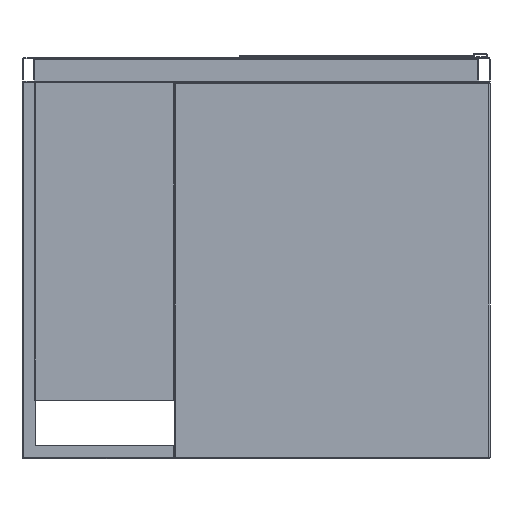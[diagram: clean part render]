
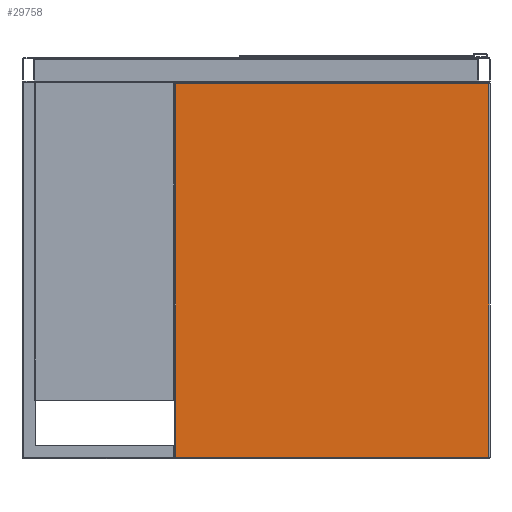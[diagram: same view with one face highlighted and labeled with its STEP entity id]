
A CAD part, front view. The second image highlights one B-rep face of the part: STEP entity #29758.
In plain terms, the highlighted planar face has unit normal (0, -1, 0).
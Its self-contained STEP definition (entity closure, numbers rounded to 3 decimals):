
#61 = DIRECTION ( 'NONE',  ( 0., 0., -1. ) ) ;
#605 = EDGE_CURVE ( 'NONE', #16544, #3586, #14993, .T. ) ;
#853 = EDGE_CURVE ( 'NONE', #3586, #12758, #31611, .T. ) ;
#3586 = VERTEX_POINT ( 'NONE', #12751 ) ;
#5263 = ORIENTED_EDGE ( 'NONE', *, *, #19291, .T. ) ;
#5403 = ORIENTED_EDGE ( 'NONE', *, *, #853, .T. ) ;
#5611 = CARTESIAN_POINT ( 'NONE',  ( -258., -230., -660. ) ) ;
#5905 = CARTESIAN_POINT ( 'NONE',  ( -258., -230., -42. ) ) ;
#6186 = CARTESIAN_POINT ( 'NONE',  ( -258., -230., -658. ) ) ;
#7124 = LINE ( 'NONE', #24412, #23170 ) ;
#9953 = DIRECTION ( 'NONE',  ( 0., -1., 0. ) ) ;
#10227 = CARTESIAN_POINT ( 'NONE',  ( 258., -230., -660. ) ) ;
#10393 = DIRECTION ( 'NONE',  ( 0., 0., 1. ) ) ;
#12751 = CARTESIAN_POINT ( 'NONE',  ( 258., -230., -42. ) ) ;
#12758 = VERTEX_POINT ( 'NONE', #5905 ) ;
#14993 = LINE ( 'NONE', #10227, #24469 ) ;
#16544 = VERTEX_POINT ( 'NONE', #16877 ) ;
#16877 = CARTESIAN_POINT ( 'NONE',  ( 258., -230., -658. ) ) ;
#17170 = DIRECTION ( 'NONE',  ( 1., 0., 0. ) ) ;
#17512 = ORIENTED_EDGE ( 'NONE', *, *, #31608, .T. ) ;
#17522 = PLANE ( 'NONE',  #26596 ) ;
#17621 = VERTEX_POINT ( 'NONE', #6186 ) ;
#17632 = ORIENTED_EDGE ( 'NONE', *, *, #605, .T. ) ;
#18044 = VECTOR ( 'NONE', #24513, 1000. ) ;
#19291 = EDGE_CURVE ( 'NONE', #17621, #16544, #7124, .T. ) ;
#19378 = EDGE_LOOP ( 'NONE', ( #5403, #17512, #5263, #17632 ) ) ;
#22449 = CARTESIAN_POINT ( 'NONE',  ( -260., -230., -660. ) ) ;
#22733 = DIRECTION ( 'NONE',  ( 0., 0., -1. ) ) ;
#23060 = LINE ( 'NONE', #5611, #27745 ) ;
#23170 = VECTOR ( 'NONE', #17170, 1000. ) ;
#24412 = CARTESIAN_POINT ( 'NONE',  ( -260., -230., -658. ) ) ;
#24469 = VECTOR ( 'NONE', #10393, 1000. ) ;
#24513 = DIRECTION ( 'NONE',  ( -1., 0., 0. ) ) ;
#25411 = FACE_OUTER_BOUND ( 'NONE', #19378, .T. ) ;
#26596 = AXIS2_PLACEMENT_3D ( 'NONE', #22449, #9953, #61 ) ;
#27745 = VECTOR ( 'NONE', #22733, 1000. ) ;
#29614 = CARTESIAN_POINT ( 'NONE',  ( -260., -230., -42. ) ) ;
#29758 = ADVANCED_FACE ( 'Fl�che8', ( #25411 ), #17522, .T. ) ;
#31608 = EDGE_CURVE ( 'NONE', #12758, #17621, #23060, .T. ) ;
#31611 = LINE ( 'NONE', #29614, #18044 ) ;
